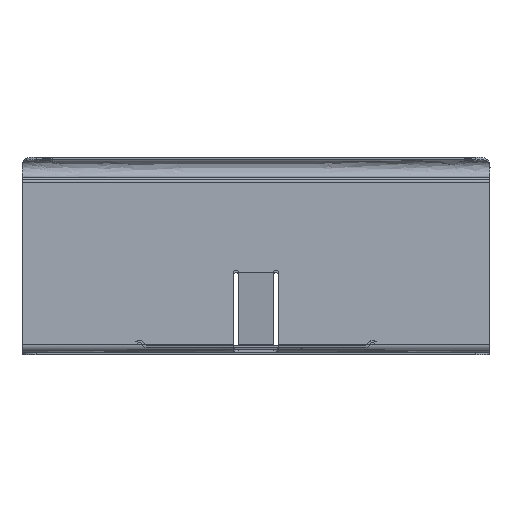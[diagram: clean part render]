
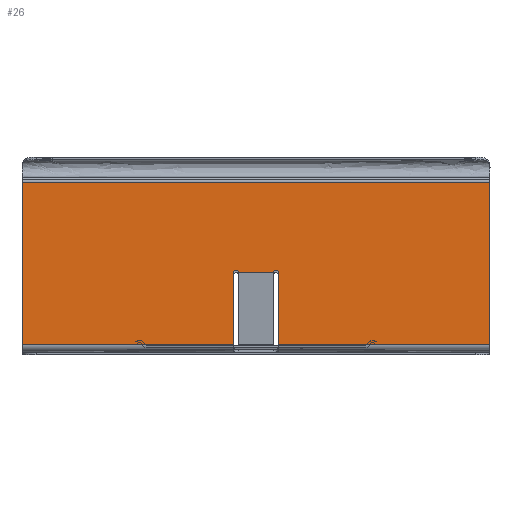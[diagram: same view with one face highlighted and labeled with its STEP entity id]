
A CAD part, top view. The second image highlights one B-rep face of the part: STEP entity #26.
In plain terms, the highlighted planar face has unit normal (0, 0, 1).
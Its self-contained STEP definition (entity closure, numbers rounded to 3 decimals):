
#26=ADVANCED_FACE('',(#172),#2173,.T.);
#172=FACE_OUTER_BOUND('',#318,.T.);
#318=EDGE_LOOP('',(#467,#468,#469,#470,#471,#472,#473,#474,#475,#476,#477,
#478,#479,#480));
#467=ORIENTED_EDGE('',*,*,#1203,.T.);
#468=ORIENTED_EDGE('',*,*,#1212,.T.);
#469=ORIENTED_EDGE('',*,*,#1237,.T.);
#470=ORIENTED_EDGE('',*,*,#1238,.T.);
#471=ORIENTED_EDGE('',*,*,#1211,.T.);
#472=ORIENTED_EDGE('',*,*,#1210,.T.);
#473=ORIENTED_EDGE('',*,*,#1209,.T.);
#474=ORIENTED_EDGE('',*,*,#1208,.T.);
#475=ORIENTED_EDGE('',*,*,#1207,.T.);
#476=ORIENTED_EDGE('',*,*,#1206,.T.);
#477=ORIENTED_EDGE('',*,*,#1205,.T.);
#478=ORIENTED_EDGE('',*,*,#1318,.T.);
#479=ORIENTED_EDGE('',*,*,#1199,.T.);
#480=ORIENTED_EDGE('',*,*,#1204,.T.);
#1199=EDGE_CURVE('',#1935,#1936,#1835,.T.);
#1203=EDGE_CURVE('',#1939,#1940,#1569,.T.);
#1204=EDGE_CURVE('',#1936,#1939,#1570,.T.);
#1205=EDGE_CURVE('',#1942,#1941,#1571,.T.);
#1206=EDGE_CURVE('',#1943,#1942,#1572,.T.);
#1207=EDGE_CURVE('',#1944,#1943,#1573,.T.);
#1208=EDGE_CURVE('',#1945,#1944,#1574,.T.);
#1209=EDGE_CURVE('',#1946,#1945,#1575,.T.);
#1210=EDGE_CURVE('',#1947,#1946,#1576,.T.);
#1211=EDGE_CURVE('',#1948,#1947,#1577,.T.);
#1212=EDGE_CURVE('',#1940,#1950,#1578,.T.);
#1237=EDGE_CURVE('',#1950,#1949,#1840,.T.);
#1238=EDGE_CURVE('',#1949,#1948,#1841,.T.);
#1318=EDGE_CURVE('',#1941,#1935,#1862,.T.);
#1569=B_SPLINE_CURVE_WITH_KNOTS('',1,(#3132,#3133),.UNSPECIFIED.,.F.,.F.,
(2,2),(0.,15.),.UNSPECIFIED.);
#1570=B_SPLINE_CURVE_WITH_KNOTS('',1,(#3134,#3135),.UNSPECIFIED.,.F.,.F.,
(2,2),(-0.137,0.),.UNSPECIFIED.);
#1571=B_SPLINE_CURVE_WITH_KNOTS('',1,(#3136,#3137),.UNSPECIFIED.,.F.,.F.,
(2,2),(-30.837,0.),.UNSPECIFIED.);
#1572=B_SPLINE_CURVE_WITH_KNOTS('',1,(#3138,#3139),.UNSPECIFIED.,.F.,.F.,
(2,2),(-90.5,0.),.UNSPECIFIED.);
#1573=B_SPLINE_CURVE_WITH_KNOTS('',1,(#3140,#3141),.UNSPECIFIED.,.F.,.F.,
(2,2),(0.,44.3),.UNSPECIFIED.);
#1574=B_SPLINE_CURVE_WITH_KNOTS('',1,(#3142,#3143),.UNSPECIFIED.,.F.,.F.,
(2,2),(-200.,0.),.UNSPECIFIED.);
#1575=B_SPLINE_CURVE_WITH_KNOTS('',1,(#3144,#3145),.UNSPECIFIED.,.F.,.F.,
(2,2),(-44.3,0.),.UNSPECIFIED.);
#1576=B_SPLINE_CURVE_WITH_KNOTS('',1,(#3146,#3147),.UNSPECIFIED.,.F.,.F.,
(2,2),(-90.5,0.),.UNSPECIFIED.);
#1577=B_SPLINE_CURVE_WITH_KNOTS('',1,(#3148,#3149),.UNSPECIFIED.,.F.,.F.,
(2,2),(-30.837,0.),.UNSPECIFIED.);
#1578=B_SPLINE_CURVE_WITH_KNOTS('',1,(#3150,#3151),.UNSPECIFIED.,.F.,.F.,
(2,2),(-0.137,0.),.UNSPECIFIED.);
#1835=(
BOUNDED_CURVE()
B_SPLINE_CURVE(2,(#3122,#3123,#3124),.UNSPECIFIED.,.F.,.F.)
B_SPLINE_CURVE_WITH_KNOTS((3,3),(0.,1.571),.UNSPECIFIED.)
CURVE()
GEOMETRIC_REPRESENTATION_ITEM()
RATIONAL_B_SPLINE_CURVE((1.,0.707,1.))
REPRESENTATION_ITEM('')
);
#1840=(
BOUNDED_CURVE()
B_SPLINE_CURVE(2,(#3203,#3204,#3205),.UNSPECIFIED.,.F.,.F.)
B_SPLINE_CURVE_WITH_KNOTS((3,3),(0.,1.571),.UNSPECIFIED.)
CURVE()
GEOMETRIC_REPRESENTATION_ITEM()
RATIONAL_B_SPLINE_CURVE((1.,0.707,1.))
REPRESENTATION_ITEM('')
);
#1841=(
BOUNDED_CURVE()
B_SPLINE_CURVE(2,(#3206,#3207,#3208),.UNSPECIFIED.,.F.,.F.)
B_SPLINE_CURVE_WITH_KNOTS((3,3),(0.,1.571),.UNSPECIFIED.)
CURVE()
GEOMETRIC_REPRESENTATION_ITEM()
RATIONAL_B_SPLINE_CURVE((1.,0.707,1.))
REPRESENTATION_ITEM('')
);
#1862=(
BOUNDED_CURVE()
B_SPLINE_CURVE(2,(#3485,#3486,#3487),.UNSPECIFIED.,.F.,.F.)
B_SPLINE_CURVE_WITH_KNOTS((3,3),(0.,1.571),.UNSPECIFIED.)
CURVE()
GEOMETRIC_REPRESENTATION_ITEM()
RATIONAL_B_SPLINE_CURVE((1.,0.707,1.))
REPRESENTATION_ITEM('')
);
#1935=VERTEX_POINT('',#3050);
#1936=VERTEX_POINT('',#3051);
#1939=VERTEX_POINT('',#3054);
#1940=VERTEX_POINT('',#3055);
#1941=VERTEX_POINT('',#3056);
#1942=VERTEX_POINT('',#3057);
#1943=VERTEX_POINT('',#3058);
#1944=VERTEX_POINT('',#3059);
#1945=VERTEX_POINT('',#3060);
#1946=VERTEX_POINT('',#3061);
#1947=VERTEX_POINT('',#3062);
#1948=VERTEX_POINT('',#3063);
#1949=VERTEX_POINT('',#3064);
#1950=VERTEX_POINT('',#3065);
#2173=PLANE('',#2346);
#2346=AXIS2_PLACEMENT_3D('',#2540,#2434,$);
#2434=DIRECTION('',(0.,0.,1.));
#2540=CARTESIAN_POINT('',(-154.,1.25,299.5));
#3050=CARTESIAN_POINT('',(-62.5,33.087,299.5));
#3051=CARTESIAN_POINT('',(-61.5,32.087,299.5));
#3054=CARTESIAN_POINT('',(-61.5,31.95,299.5));
#3055=CARTESIAN_POINT('',(-46.5,31.95,299.5));
#3056=CARTESIAN_POINT('',(-63.5,32.087,299.5));
#3057=CARTESIAN_POINT('',(-63.5,1.25,299.5));
#3058=CARTESIAN_POINT('',(-154.,1.25,299.5));
#3059=CARTESIAN_POINT('',(-154.,70.55,299.5));
#3060=CARTESIAN_POINT('',(46.,70.55,299.5));
#3061=CARTESIAN_POINT('',(46.,1.25,299.5));
#3062=CARTESIAN_POINT('',(-44.5,1.25,299.5));
#3063=CARTESIAN_POINT('',(-44.5,32.087,299.5));
#3064=CARTESIAN_POINT('',(-45.5,33.087,299.5));
#3065=CARTESIAN_POINT('',(-46.5,32.087,299.5));
#3122=CARTESIAN_POINT('',(-62.5,33.087,299.5));
#3123=CARTESIAN_POINT('',(-61.5,33.087,299.5));
#3124=CARTESIAN_POINT('',(-61.5,32.087,299.5));
#3132=CARTESIAN_POINT('',(-61.5,31.95,299.5));
#3133=CARTESIAN_POINT('',(-46.5,31.95,299.5));
#3134=CARTESIAN_POINT('',(-61.5,32.087,299.5));
#3135=CARTESIAN_POINT('',(-61.5,31.95,299.5));
#3136=CARTESIAN_POINT('',(-63.5,1.25,299.5));
#3137=CARTESIAN_POINT('',(-63.5,32.087,299.5));
#3138=CARTESIAN_POINT('',(-154.,1.25,299.5));
#3139=CARTESIAN_POINT('',(-63.5,1.25,299.5));
#3140=CARTESIAN_POINT('',(-154.,70.55,299.5));
#3141=CARTESIAN_POINT('',(-154.,1.25,299.5));
#3142=CARTESIAN_POINT('',(46.,70.55,299.5));
#3143=CARTESIAN_POINT('',(-154.,70.55,299.5));
#3144=CARTESIAN_POINT('',(46.,1.25,299.5));
#3145=CARTESIAN_POINT('',(46.,70.55,299.5));
#3146=CARTESIAN_POINT('',(-44.5,1.25,299.5));
#3147=CARTESIAN_POINT('',(46.,1.25,299.5));
#3148=CARTESIAN_POINT('',(-44.5,32.087,299.5));
#3149=CARTESIAN_POINT('',(-44.5,1.25,299.5));
#3150=CARTESIAN_POINT('',(-46.5,31.95,299.5));
#3151=CARTESIAN_POINT('',(-46.5,32.087,299.5));
#3203=CARTESIAN_POINT('',(-46.5,32.087,299.5));
#3204=CARTESIAN_POINT('',(-46.5,33.087,299.5));
#3205=CARTESIAN_POINT('',(-45.5,33.087,299.5));
#3206=CARTESIAN_POINT('',(-45.5,33.087,299.5));
#3207=CARTESIAN_POINT('',(-44.5,33.087,299.5));
#3208=CARTESIAN_POINT('',(-44.5,32.087,299.5));
#3485=CARTESIAN_POINT('',(-63.5,32.087,299.5));
#3486=CARTESIAN_POINT('',(-63.5,33.087,299.5));
#3487=CARTESIAN_POINT('',(-62.5,33.087,299.5));
